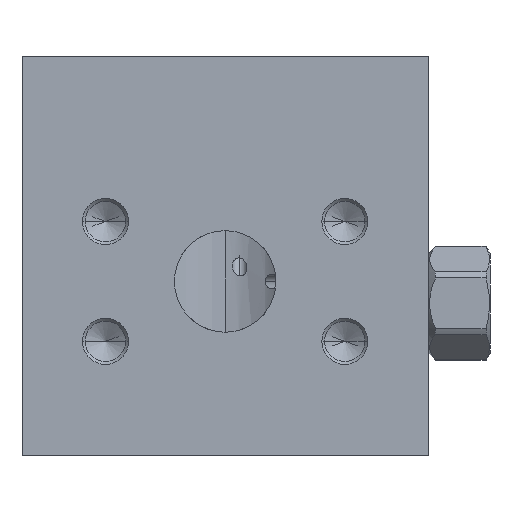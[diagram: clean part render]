
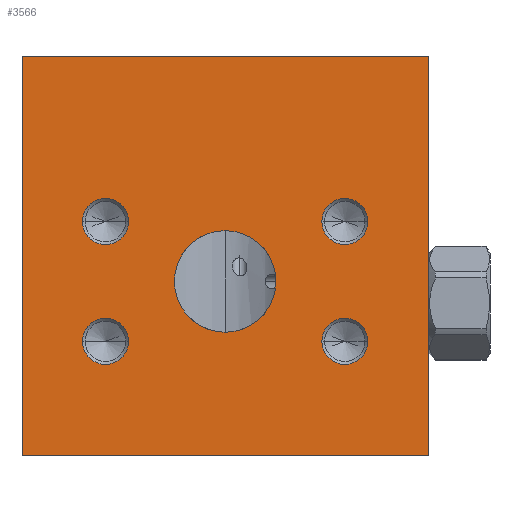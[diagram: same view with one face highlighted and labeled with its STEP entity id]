
A CAD part, left-side view. The second image highlights one B-rep face of the part: STEP entity #3566.
In plain terms, the highlighted planar face has unit normal (-1, 0, 0).
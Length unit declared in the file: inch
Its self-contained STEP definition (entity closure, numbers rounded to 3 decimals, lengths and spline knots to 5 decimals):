
#1=DIRECTION('',(0.,-1.,0.));
#2=VECTOR('',#1,3.5);
#3=CARTESIAN_POINT('',(0.,0.,0.));
#4=LINE('',#3,#2);
#117=DIRECTION('',(0.,0.,1.));
#118=VECTOR('',#117,3.438);
#119=CARTESIAN_POINT('',(0.,0.,0.));
#120=LINE('',#119,#118);
#121=CARTESIAN_POINT('',(0.,-1.75,1.5));
#122=DIRECTION('',(1.,0.,0.));
#123=DIRECTION('',(0.,0.,-1.));
#124=AXIS2_PLACEMENT_3D('',#121,#122,#123);
#126=CARTESIAN_POINT('',(0.,-1.75,1.5));
#127=DIRECTION('',(1.,0.,0.));
#128=DIRECTION('',(0.,0.,1.));
#129=AXIS2_PLACEMENT_3D('',#126,#127,#128);
#131=CARTESIAN_POINT('',(0.,-0.719,0.984));
#132=DIRECTION('',(1.,0.,0.));
#133=DIRECTION('',(0.,1.,0.));
#134=AXIS2_PLACEMENT_3D('',#131,#132,#133);
#136=CARTESIAN_POINT('',(0.,-0.719,0.984));
#137=DIRECTION('',(1.,0.,0.));
#138=DIRECTION('',(0.,-1.,0.));
#139=AXIS2_PLACEMENT_3D('',#136,#137,#138);
#141=CARTESIAN_POINT('',(0.,-0.719,2.016));
#142=DIRECTION('',(1.,0.,0.));
#143=DIRECTION('',(0.,1.,0.));
#144=AXIS2_PLACEMENT_3D('',#141,#142,#143);
#146=CARTESIAN_POINT('',(0.,-0.719,2.016));
#147=DIRECTION('',(1.,0.,0.));
#148=DIRECTION('',(0.,-1.,0.));
#149=AXIS2_PLACEMENT_3D('',#146,#147,#148);
#151=CARTESIAN_POINT('',(0.,-2.781,2.016));
#152=DIRECTION('',(1.,0.,0.));
#153=DIRECTION('',(0.,1.,0.));
#154=AXIS2_PLACEMENT_3D('',#151,#152,#153);
#156=CARTESIAN_POINT('',(0.,-2.781,2.016));
#157=DIRECTION('',(1.,0.,0.));
#158=DIRECTION('',(0.,-1.,0.));
#159=AXIS2_PLACEMENT_3D('',#156,#157,#158);
#161=CARTESIAN_POINT('',(0.,-2.781,0.984));
#162=DIRECTION('',(1.,0.,0.));
#163=DIRECTION('',(0.,1.,0.));
#164=AXIS2_PLACEMENT_3D('',#161,#162,#163);
#166=CARTESIAN_POINT('',(0.,-2.781,0.984));
#167=DIRECTION('',(1.,0.,0.));
#168=DIRECTION('',(0.,-1.,0.));
#169=AXIS2_PLACEMENT_3D('',#166,#167,#168);
#249=DIRECTION('',(0.,0.,1.));
#250=VECTOR('',#249,3.438);
#251=CARTESIAN_POINT('',(0.,-3.5,0.));
#252=LINE('',#251,#250);
#263=DIRECTION('',(0.,-1.,0.));
#264=VECTOR('',#263,3.5);
#265=CARTESIAN_POINT('',(0.,0.,3.438));
#266=LINE('',#265,#264);
#2880=CARTESIAN_POINT('',(0.,0.,0.));
#2881=CARTESIAN_POINT('',(0.,-3.5,0.));
#2882=VERTEX_POINT('',#2880);
#2883=VERTEX_POINT('',#2881);
#2888=CARTESIAN_POINT('',(0.,0.,3.438));
#2889=CARTESIAN_POINT('',(0.,-3.5,3.438));
#2890=VERTEX_POINT('',#2888);
#2891=VERTEX_POINT('',#2889);
#3020=CARTESIAN_POINT('',(0.,-1.75,1.0625));
#3021=CARTESIAN_POINT('',(0.,-1.75,1.9375));
#3022=VERTEX_POINT('',#3020);
#3023=VERTEX_POINT('',#3021);
#3032=CARTESIAN_POINT('',(0.,-0.5205,0.984));
#3034=VERTEX_POINT('',#3032);
#3036=CARTESIAN_POINT('',(0.,-0.9175,0.984));
#3038=VERTEX_POINT('',#3036);
#3046=CARTESIAN_POINT('',(0.,-0.5205,2.016));
#3048=VERTEX_POINT('',#3046);
#3050=CARTESIAN_POINT('',(0.,-0.9175,2.016));
#3052=VERTEX_POINT('',#3050);
#3060=CARTESIAN_POINT('',(0.,-2.5825,2.016));
#3062=VERTEX_POINT('',#3060);
#3064=CARTESIAN_POINT('',(0.,-2.9795,2.016));
#3066=VERTEX_POINT('',#3064);
#3074=CARTESIAN_POINT('',(0.,-2.5825,0.984));
#3076=VERTEX_POINT('',#3074);
#3078=CARTESIAN_POINT('',(0.,-2.9795,0.984));
#3080=VERTEX_POINT('',#3078);
#3522=CARTESIAN_POINT('',(0.,0.,0.));
#3523=DIRECTION('',(-1.,0.,0.));
#3524=DIRECTION('',(0.,-1.,0.));
#3525=AXIS2_PLACEMENT_3D('',#3522,#3523,#3524);
#3526=PLANE('',#3525);
#3527=ORIENTED_EDGE('',*,*,#3451,.F.);
#3529=ORIENTED_EDGE('',*,*,#3528,.T.);
#3531=ORIENTED_EDGE('',*,*,#3530,.T.);
#3533=ORIENTED_EDGE('',*,*,#3532,.F.);
#3534=EDGE_LOOP('',(#3527,#3529,#3531,#3533));
#3535=FACE_OUTER_BOUND('',#3534,.F.);
#3537=ORIENTED_EDGE('',*,*,#3536,.F.);
#3539=ORIENTED_EDGE('',*,*,#3538,.F.);
#3540=EDGE_LOOP('',(#3537,#3539));
#3541=FACE_BOUND('',#3540,.F.);
#3543=ORIENTED_EDGE('',*,*,#3542,.F.);
#3545=ORIENTED_EDGE('',*,*,#3544,.F.);
#3546=EDGE_LOOP('',(#3543,#3545));
#3547=FACE_BOUND('',#3546,.F.);
#3549=ORIENTED_EDGE('',*,*,#3548,.F.);
#3551=ORIENTED_EDGE('',*,*,#3550,.F.);
#3552=EDGE_LOOP('',(#3549,#3551));
#3553=FACE_BOUND('',#3552,.F.);
#3555=ORIENTED_EDGE('',*,*,#3554,.F.);
#3557=ORIENTED_EDGE('',*,*,#3556,.F.);
#3558=EDGE_LOOP('',(#3555,#3557));
#3559=FACE_BOUND('',#3558,.F.);
#3561=ORIENTED_EDGE('',*,*,#3560,.F.);
#3563=ORIENTED_EDGE('',*,*,#3562,.F.);
#3564=EDGE_LOOP('',(#3561,#3563));
#3565=FACE_BOUND('',#3564,.F.);
#3566=ADVANCED_FACE('',(#3535,#3541,#3547,#3553,#3559,#3565),#3526,.T.);
#125=CIRCLE('',#124,0.4375);
#130=CIRCLE('',#129,0.4375);
#135=CIRCLE('',#134,0.1985);
#140=CIRCLE('',#139,0.1985);
#145=CIRCLE('',#144,0.1985);
#150=CIRCLE('',#149,0.1985);
#155=CIRCLE('',#154,0.1985);
#160=CIRCLE('',#159,0.1985);
#165=CIRCLE('',#164,0.1985);
#170=CIRCLE('',#169,0.1985);
#3451=EDGE_CURVE('',#2882,#2883,#4,.T.);
#3528=EDGE_CURVE('',#2882,#2890,#120,.T.);
#3530=EDGE_CURVE('',#2890,#2891,#266,.T.);
#3532=EDGE_CURVE('',#2883,#2891,#252,.T.);
#3536=EDGE_CURVE('',#3022,#3023,#125,.T.);
#3538=EDGE_CURVE('',#3023,#3022,#130,.T.);
#3542=EDGE_CURVE('',#3034,#3038,#135,.T.);
#3544=EDGE_CURVE('',#3038,#3034,#140,.T.);
#3548=EDGE_CURVE('',#3048,#3052,#145,.T.);
#3550=EDGE_CURVE('',#3052,#3048,#150,.T.);
#3554=EDGE_CURVE('',#3062,#3066,#155,.T.);
#3556=EDGE_CURVE('',#3066,#3062,#160,.T.);
#3560=EDGE_CURVE('',#3076,#3080,#165,.T.);
#3562=EDGE_CURVE('',#3080,#3076,#170,.T.);
